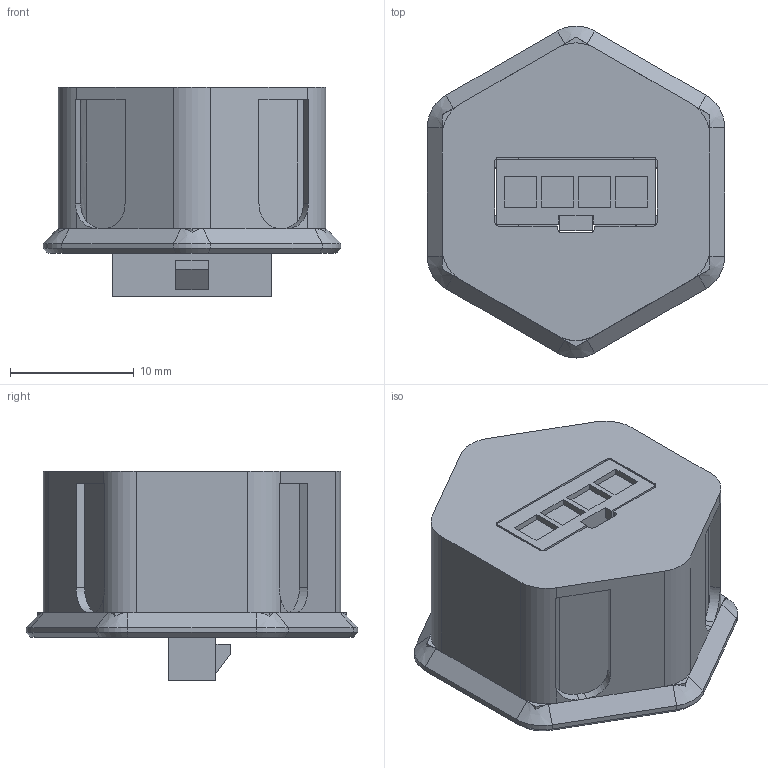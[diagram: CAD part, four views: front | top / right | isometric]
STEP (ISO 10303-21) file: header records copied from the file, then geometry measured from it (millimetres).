
FILE_DESCRIPTION(/* description */ (''),/* implementation_level */ '2;1');
FILE_NAME(/* name */ 'microfit3.0_skirt_button.step',/* time_stamp */ '2022-09-03T12:57:58+12:00',/* author */ (''),/* organization */ (''),/* preprocessor_version */ 'ST-DEVELOPER v19',/* originating_system */ 'Autodesk Translation Framework v11.7.0.108',/* authorisation */ '');
FILE_SCHEMA (('AUTOMOTIVE_DESIGN { 1 0 10303 214 3 1 1 }'));
Length unit declared in the file: millimetre
Products named in the file (2): skirt_button_microfit; Microfit3.0_436400401
Assembly tree (1 placements, depth 2):
  skirt_button_microfit
    Microfit3.0_436400401
Bounding box: 24 x 26.78 x 16.89 mm (x, y, z)
Volume: 5188.3 mm3; surface area: 3439.7 mm2
Topology: 2 solids, 2 shells, 234 faces, 601 edges, 382 vertices
Faces by surface type: plane 178, cylinder 38, cone 12, bspline 6
Entity records: 7213 total; most frequent: CARTESIAN_POINT 1480, ORIENTED_EDGE 1202, DIRECTION 1125, EDGE_CURVE 601, LINE 483, VECTOR 483, VERTEX_POINT 382, AXIS2_PLACEMENT_3D 321
